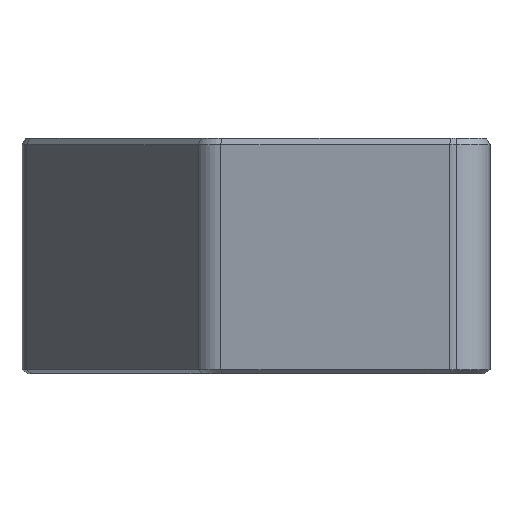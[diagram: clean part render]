
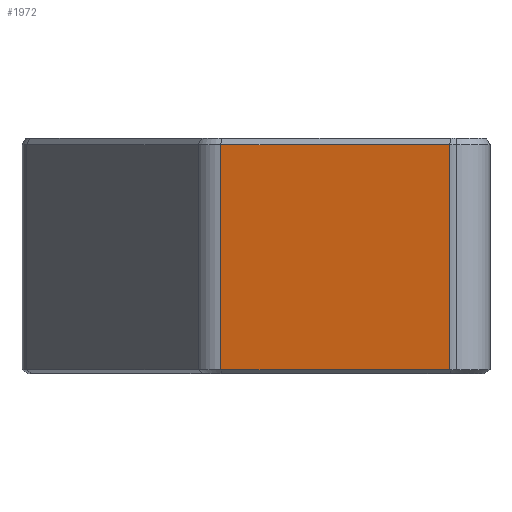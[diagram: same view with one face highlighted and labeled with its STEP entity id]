
A CAD part, left-side view. The second image highlights one B-rep face of the part: STEP entity #1972.
In plain terms, the highlighted planar face has unit normal (-0.981, 0.194, 0).
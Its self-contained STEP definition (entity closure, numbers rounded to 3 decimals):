
#260 = CARTESIAN_POINT ( 'NONE',  ( -21.693, 33.589, -6.769 ) ) ;
#268 = EDGE_CURVE ( 'NONE', #899, #780, #1015, .T. ) ;
#359 = VERTEX_POINT ( 'NONE', #1789 ) ;
#376 = FACE_OUTER_BOUND ( 'NONE', #737, .T. ) ;
#388 = LINE ( 'NONE', #1557, #1288 ) ;
#418 = ORIENTED_EDGE ( 'NONE', *, *, #1553, .T. ) ;
#563 = ORIENTED_EDGE ( 'NONE', *, *, #648, .T. ) ;
#648 = EDGE_CURVE ( 'NONE', #780, #359, #388, .T. ) ;
#665 = CARTESIAN_POINT ( 'NONE',  ( -21.693, 33.589, 6.6 ) ) ;
#677 = LINE ( 'NONE', #1558, #1432 ) ;
#699 = CARTESIAN_POINT ( 'NONE',  ( -21.517, 34.478, 7. ) ) ;
#737 = EDGE_LOOP ( 'NONE', ( #1545, #418, #1409, #563 ) ) ;
#780 = VERTEX_POINT ( 'NONE', #260 ) ;
#873 = DIRECTION ( 'NONE',  ( 0.981, -0.194, 0. ) ) ;
#899 = VERTEX_POINT ( 'NONE', #665 ) ;
#913 = VERTEX_POINT ( 'NONE', #1324 ) ;
#1015 = LINE ( 'NONE', #1688, #2068 ) ;
#1051 = PLANE ( 'NONE',  #1079 ) ;
#1079 = AXIS2_PLACEMENT_3D ( 'NONE', #699, #873, #1725 ) ;
#1288 = VECTOR ( 'NONE', #1702, 1000. ) ;
#1297 = VECTOR ( 'NONE', #2100, 1000. ) ;
#1324 = CARTESIAN_POINT ( 'NONE',  ( -24.387, 19.989, 6.6 ) ) ;
#1409 = ORIENTED_EDGE ( 'NONE', *, *, #268, .T. ) ;
#1432 = VECTOR ( 'NONE', #1680, 1000. ) ;
#1530 = DIRECTION ( 'NONE',  ( 0., 0., -1. ) ) ;
#1545 = ORIENTED_EDGE ( 'NONE', *, *, #2066, .T. ) ;
#1553 = EDGE_CURVE ( 'NONE', #913, #899, #677, .T. ) ;
#1557 = CARTESIAN_POINT ( 'NONE',  ( -21.517, 34.478, -6.769 ) ) ;
#1558 = CARTESIAN_POINT ( 'NONE',  ( -21.693, 33.589, 6.6 ) ) ;
#1680 = DIRECTION ( 'NONE',  ( 0.194, 0.981, 0. ) ) ;
#1688 = CARTESIAN_POINT ( 'NONE',  ( -21.693, 33.589, 7. ) ) ;
#1702 = DIRECTION ( 'NONE',  ( -0.194, -0.981, 0. ) ) ;
#1725 = DIRECTION ( 'NONE',  ( 0.194, 0.981, 0. ) ) ;
#1758 = CARTESIAN_POINT ( 'NONE',  ( -24.387, 19.989, 7. ) ) ;
#1789 = CARTESIAN_POINT ( 'NONE',  ( -24.387, 19.989, -6.769 ) ) ;
#1866 = LINE ( 'NONE', #1758, #1297 ) ;
#1972 = ADVANCED_FACE ( 'NONE', ( #376 ), #1051, .F. ) ;
#2066 = EDGE_CURVE ( 'NONE', #359, #913, #1866, .T. ) ;
#2068 = VECTOR ( 'NONE', #1530, 1000. ) ;
#2100 = DIRECTION ( 'NONE',  ( 0., 0., 1. ) ) ;
